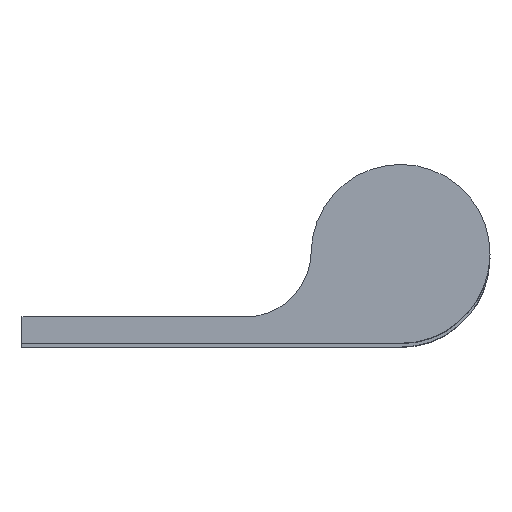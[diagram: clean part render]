
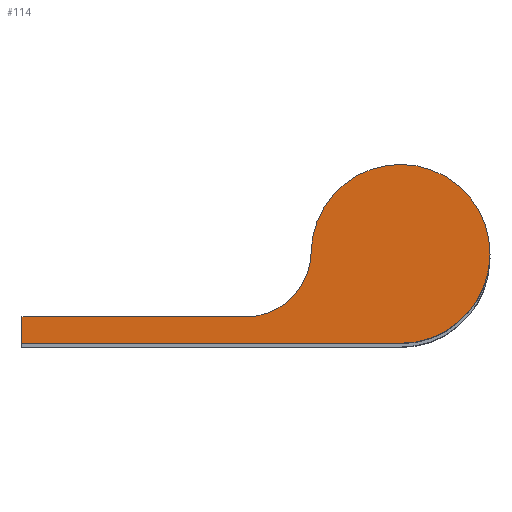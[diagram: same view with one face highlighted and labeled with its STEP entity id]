
A CAD part, top view. The second image highlights one B-rep face of the part: STEP entity #114.
In plain terms, the highlighted planar face has unit normal (0, 0, 1).
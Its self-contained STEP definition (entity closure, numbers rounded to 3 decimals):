
#114=ADVANCED_FACE('',(#180),#181,.F.);
#180=FACE_OUTER_BOUND('',#254,.T.);
#181=PLANE('',#255);
#254=EDGE_LOOP('',(#412,#413,#414,#415,#416));
#255=AXIS2_PLACEMENT_3D('',#417,#418,#419);
#412=ORIENTED_EDGE('',*,*,#471,.T.);
#413=ORIENTED_EDGE('',*,*,#476,.T.);
#414=ORIENTED_EDGE('',*,*,#479,.T.);
#415=ORIENTED_EDGE('',*,*,#483,.T.);
#416=ORIENTED_EDGE('',*,*,#486,.T.);
#417=CARTESIAN_POINT('',(-29.496,0.5,470.0));
#418=DIRECTION('',(0.0,0.0,-1.0));
#419=DIRECTION('',(0.0,-1.0,0.0));
#471=EDGE_CURVE('',#539,#540,#541,.T.);
#476=EDGE_CURVE('',#540,#549,#550,.T.);
#479=EDGE_CURVE('',#549,#554,#555,.T.);
#483=EDGE_CURVE('',#554,#561,#562,.T.);
#486=EDGE_CURVE('',#561,#539,#566,.T.);
#539=VERTEX_POINT('',#632);
#540=VERTEX_POINT('',#633);
#541=CIRCLE('',#634,12.5);
#549=VERTEX_POINT('',#644);
#550=LINE('',#645,#646);
#554=VERTEX_POINT('',#652);
#555=LINE('',#653,#654);
#561=VERTEX_POINT('',#662);
#562=LINE('',#663,#664);
#566=CIRCLE('',#670,17.0);
#632=CARTESIAN_POINT('',(-16.998,0.288,470.0));
#633=CARTESIAN_POINT('',(-29.496,-12.0,470.0));
#634=AXIS2_PLACEMENT_3D('',#735,#736,#737);
#644=CARTESIAN_POINT('',(-71.95,-12.0,470.0));
#645=CARTESIAN_POINT('',(-29.496,-12.0,470.0));
#646=VECTOR('',#746,1.0);
#652=CARTESIAN_POINT('',(-71.95,-17.0,470.0));
#653=CARTESIAN_POINT('',(-71.95,-12.0,470.0));
#654=VECTOR('',#749,1.0);
#662=CARTESIAN_POINT('',(0.0,-17.0,470.0));
#663=CARTESIAN_POINT('',(-71.95,-17.0,470.0));
#664=VECTOR('',#755,1.0);
#670=AXIS2_PLACEMENT_3D('',#758,#759,#760);
#735=CARTESIAN_POINT('',(-29.496,0.5,470.0));
#736=DIRECTION('',(0.0,0.0,-1.0));
#737=DIRECTION('',(0.0,-1.0,0.0));
#746=DIRECTION('',(-1.0,0.0,0.0));
#749=DIRECTION('',(0.,-1.0,0.0));
#755=DIRECTION('',(1.0,0.0,0.0));
#758=CARTESIAN_POINT('',(0.0,0.0,470.0));
#759=DIRECTION('',(0.0,0.0,1.0));
#760=DIRECTION('',(1.0,0.0,0.0));
